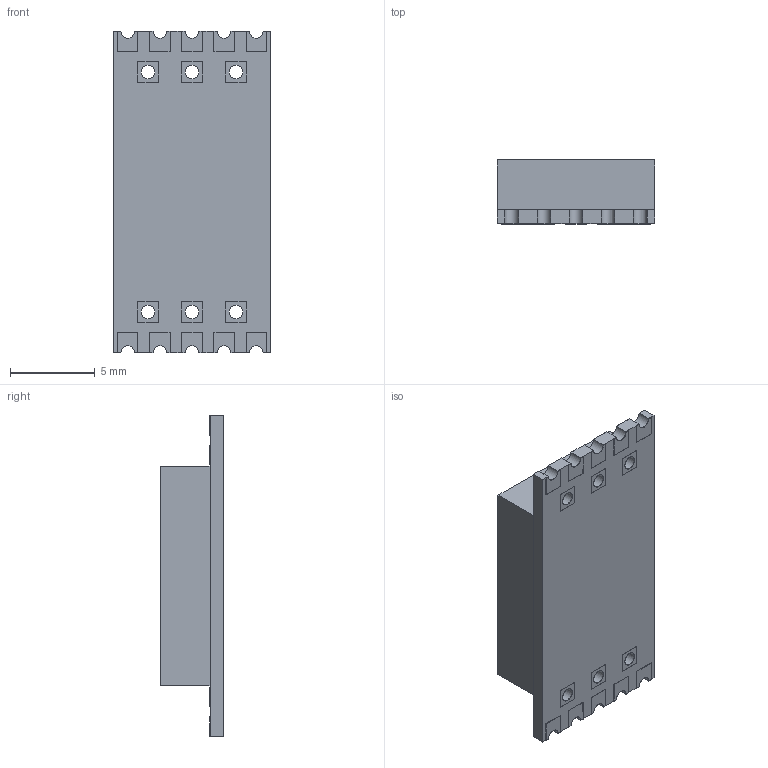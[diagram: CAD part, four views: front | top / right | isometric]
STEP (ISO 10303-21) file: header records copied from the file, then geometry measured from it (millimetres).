
FILE_DESCRIPTION(/* description */ (''),/* implementation_level */ '2;1');
FILE_NAME(/* name */ 'XZFAxx10x.step',/* time_stamp */ '2024-01-07T15:48:18-06:00',/* author */ (''),/* organization */ (''),/* preprocessor_version */ 'ST-DEVELOPER v20',/* originating_system */ 'Autodesk Translation Framework v12.14.0.127',/* authorisation */ '');
FILE_SCHEMA (('AUTOMOTIVE_DESIGN { 1 0 10303 214 3 1 1 }'));
Length unit declared in the file: millimetre
Products named in the file (1): XZFAxx10x
Bounding box: 9.3 x 3.77 x 19 mm (x, y, z)
Volume: 491.8 mm3; surface area: 857.1 mm2
Topology: 29 solids, 29 shells, 376 faces, 801 edges, 498 vertices
Faces by surface type: plane 314, cylinder 62
Full cylindrical faces by diameter (mm): 0.8 x12, 1 x1
Entity records: 10049 total; most frequent: DIRECTION 1679, CARTESIAN_POINT 1676, ORIENTED_EDGE 1602, EDGE_CURVE 801, LINE 677, VECTOR 677, AXIS2_PLACEMENT_3D 501, VERTEX_POINT 498
